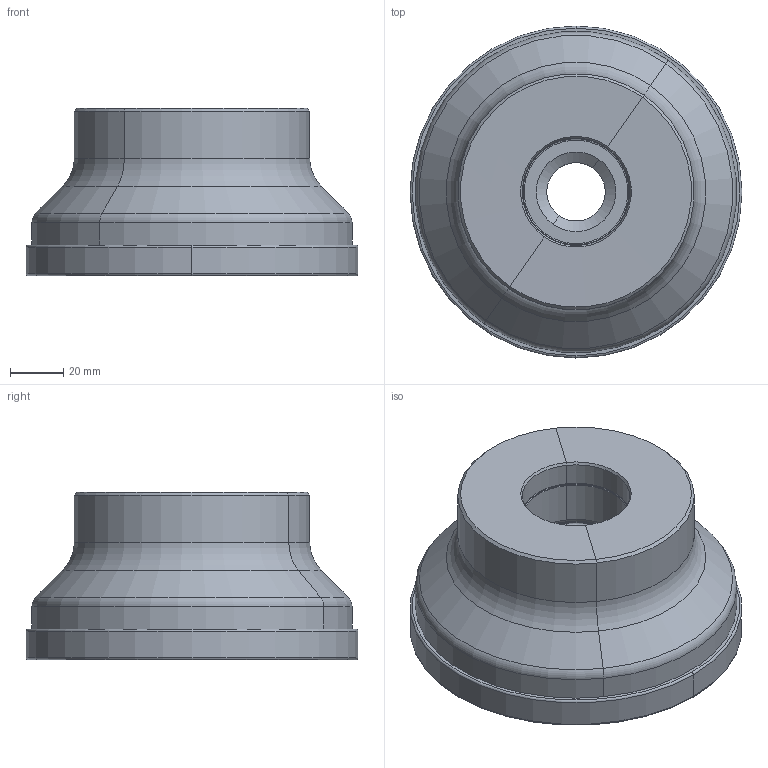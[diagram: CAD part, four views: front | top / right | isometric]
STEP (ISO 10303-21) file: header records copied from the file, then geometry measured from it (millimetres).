
FILE_DESCRIPTION((''),'2;1');
FILE_NAME('607041216-000-00-E43','2020-02-06T16:09:25',('bernerhp'),(''),'CREO PARAMETRIC BY PTC INC, 2019030','CREO PARAMETRIC BY PTC INC, 2019030','');
FILE_SCHEMA(('AP242_MANAGED_MODEL_BASED_3D_ENGINEERING_MIM_LF { 1 0 10303 442 1 1 4 }'));
Length unit declared in the file: millimetre
Products named in the file (1): 607041216-000-00-E43
Bounding box: 125 x 125 x 63 mm (x, y, z)
Volume: 475811.4 mm3; surface area: 47779.8 mm2
Topology: 1 solids, 1 shells, 71 faces, 595 edges, 873 vertices
Faces by surface type: torus 24, cone 22, cylinder 18, plane 7
Entity records: 5571 total; most frequent: CARTESIAN_POINT 1651, DIRECTION 657, ORIENTED_EDGE 284, PRESENTATION_STYLE_ASSIGNMENT 275, STYLED_ITEM 263, CURVE_STYLE 262, B_SPLINE_CURVE_WITH_KNOTS 257, AXIS2_PLACEMENT_3D 244
